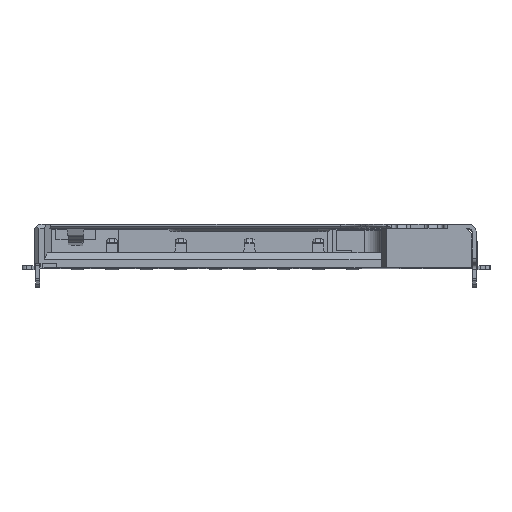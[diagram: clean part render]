
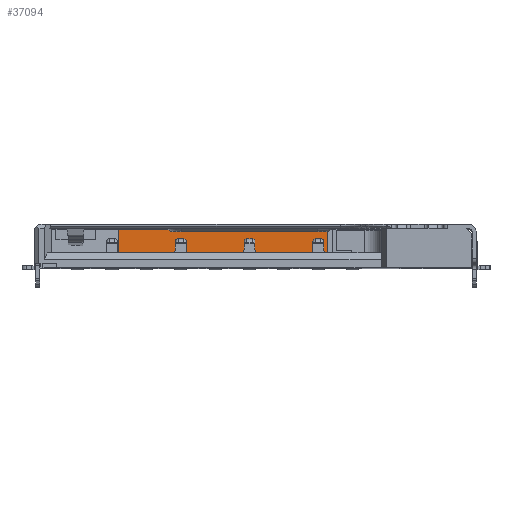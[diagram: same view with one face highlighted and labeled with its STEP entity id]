
A CAD part, top view. The second image highlights one B-rep face of the part: STEP entity #37094.
In plain terms, the highlighted planar face has unit normal (0, 0, 1).
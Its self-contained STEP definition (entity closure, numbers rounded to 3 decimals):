
#4858=DIRECTION('',(1.,0.,0.));
#4859=VECTOR('',#4858,7.714);
#4860=CARTESIAN_POINT('',(-5.07,0.55,-15.15));
#4861=LINE('',#4860,#4859);
#5599=DIRECTION('',(1.,0.,0.));
#5600=VECTOR('',#5599,7.714);
#5601=CARTESIAN_POINT('',(-5.07,1.45,-15.15));
#5602=LINE('',#5601,#5600);
#5603=DIRECTION('',(0.,1.,0.));
#5604=VECTOR('',#5603,0.9);
#5605=CARTESIAN_POINT('',(-5.07,0.55,-15.15));
#5606=LINE('',#5605,#5604);
#5607=DIRECTION('',(0.,1.,0.));
#5608=VECTOR('',#5607,0.9);
#5609=CARTESIAN_POINT('',(2.644,0.55,-15.15));
#5610=LINE('',#5609,#5608);
#23318=CARTESIAN_POINT('',(2.644,1.45,-15.15));
#23319=VERTEX_POINT('',#23318);
#23320=CARTESIAN_POINT('',(-5.07,1.45,-15.15));
#23321=VERTEX_POINT('',#23320);
#23907=CARTESIAN_POINT('',(-5.07,0.55,-15.15));
#23908=VERTEX_POINT('',#23907);
#23949=CARTESIAN_POINT('',(2.644,0.55,-15.15));
#23950=VERTEX_POINT('',#23949);
#37082=CARTESIAN_POINT('',(-1.213,1.,-15.15));
#37083=DIRECTION('',(0.,0.,1.));
#37084=DIRECTION('',(-1.,0.,0.));
#37085=AXIS2_PLACEMENT_3D('',#37082,#37083,#37084);
#37086=PLANE('',#37085);
#37087=ORIENTED_EDGE('',*,*,#33612,.T.);
#37089=ORIENTED_EDGE('',*,*,#37088,.F.);
#37090=ORIENTED_EDGE('',*,*,#35991,.F.);
#37091=ORIENTED_EDGE('',*,*,#36234,.T.);
#37092=EDGE_LOOP('',(#37087,#37089,#37090,#37091));
#37093=FACE_OUTER_BOUND('',#37092,.F.);
#37094=ADVANCED_FACE('',(#37093),#37086,.T.);
#33612=EDGE_CURVE('',#23321,#23319,#5602,.T.);
#35991=EDGE_CURVE('',#23908,#23950,#4861,.T.);
#36234=EDGE_CURVE('',#23908,#23321,#5606,.T.);
#37088=EDGE_CURVE('',#23950,#23319,#5610,.T.);
